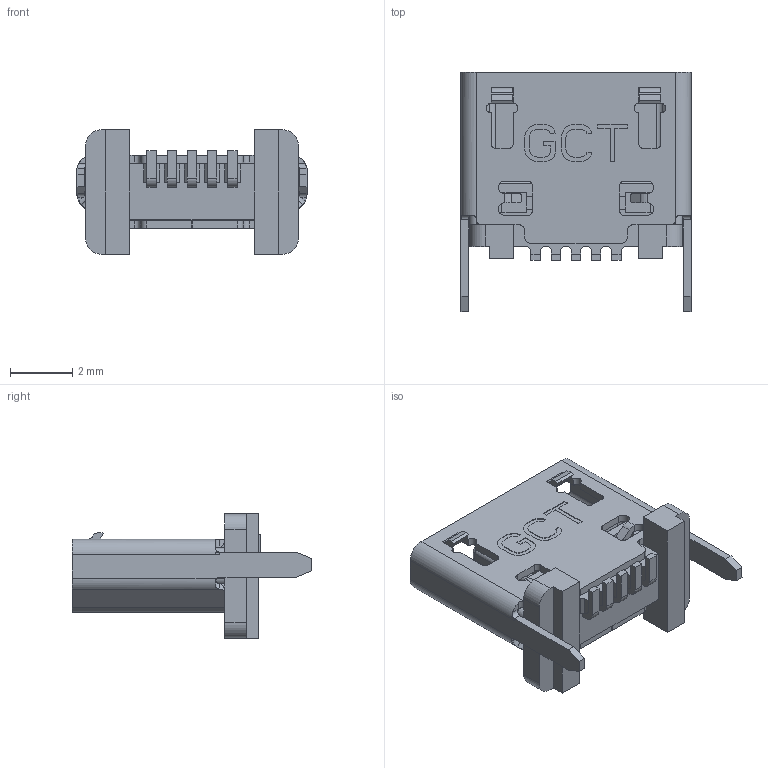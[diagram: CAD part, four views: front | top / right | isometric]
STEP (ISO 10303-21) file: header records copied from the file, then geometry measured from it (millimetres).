
FILE_DESCRIPTION( ( 'STEP AP214' ), '1' );
FILE_NAME( 'USB3140-30-0170-0-C.stp', '2019-09-09T02:41:46', ( '' ), ( '' ), ' ', 'PARTsolutions', ' ' );
FILE_SCHEMA( ( 'AUTOMOTIVE_DESIGN { 1 0 10303 214 1 1 1 1 }' ) );
Length unit declared in the file: millimetre
Products named in the file (2): USB3140-30-0170-0-C; NONE
Assembly tree (1 placements, depth 2):
  USB3140-30-0170-0-C
    NONE
Bounding box: 7.4 x 7.7 x 4 mm (x, y, z)
Volume: 55.7 mm3; surface area: 327.5 mm2
Topology: 1 solids, 11 shells, 801 faces, 2199 edges, 1424 vertices
Faces by surface type: plane 592, cylinder 165, bspline 30, cone 14
Entity records: 32370 total; most frequent: CARTESIAN_POINT 5567, ORIENTED_EDGE 4390, DIRECTION 3999, EDGE_CURVE 2195, LINE 1785, VECTOR 1785, VERTEX_POINT 1424, AXIS2_PLACEMENT_3D 1107
